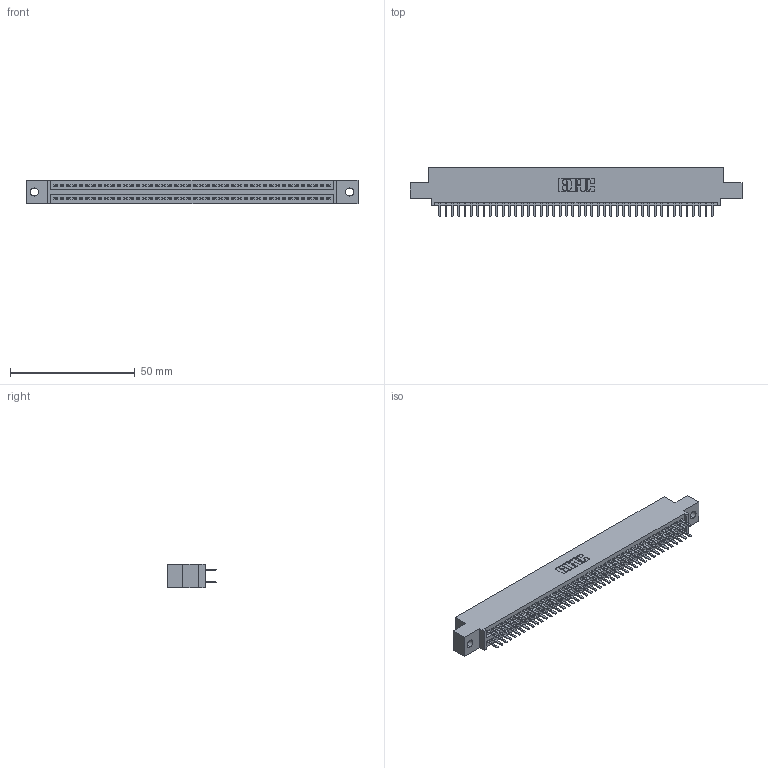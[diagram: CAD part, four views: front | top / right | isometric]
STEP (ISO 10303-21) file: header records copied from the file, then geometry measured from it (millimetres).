
FILE_DESCRIPTION (( 'STEP AP203' ), '1' );
FILE_NAME ('395-088-520-502.STEP', '2018-11-28T22:56:25', ( '' ), ( '' ), 'SwSTEP 2.0', 'SolidWorks 2016', '' );
FILE_SCHEMA (( 'CONFIG_CONTROL_DESIGN' ));
Length unit declared in the file: inch
Products named in the file (3): 345-292-001_345-293-120; 395-088-520-502; 345 Part_0.110 Offset - 0.128 Dia
Assembly tree (89 placements, depth 2):
  395-088-520-502
    345 Part_0.110 Offset - 0.128 Dia
    345-292-001_345-293-120  x88
Bounding box: 132.97 x 19.68 x 9.4 mm (x, y, z)
Volume: 12786.6 mm3; surface area: 18677.3 mm2
Topology: 89 solids, 89 shells, 4882 faces, 14169 edges, 9210 vertices
Faces by surface type: plane 3164, cylinder 1718
Entity records: 34503 total; most frequent: CARTESIAN_POINT 5796, ORIENTED_EDGE 5718, DIRECTION 5095, EDGE_CURVE 2859, VECTOR 2547, LINE 2547, VERTEX_POINT 1902, AXIS2_PLACEMENT_3D 1274
